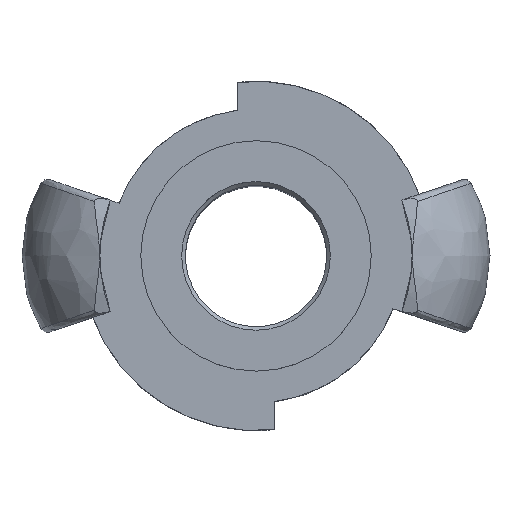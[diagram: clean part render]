
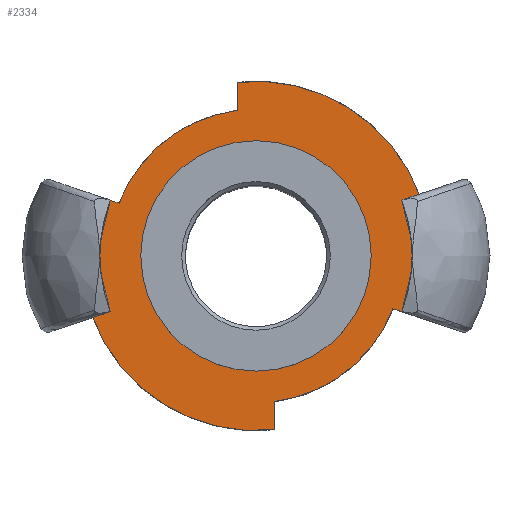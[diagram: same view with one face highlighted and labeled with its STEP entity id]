
A CAD part, top view. The second image highlights one B-rep face of the part: STEP entity #2334.
In plain terms, the highlighted planar face has unit normal (0, 0, 1).
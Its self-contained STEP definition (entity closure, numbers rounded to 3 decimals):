
#115=PLANE('',#2623);
#153=FACE_BOUND('',#405,.T.);
#259=FACE_OUTER_BOUND('',#404,.T.);
#404=EDGE_LOOP('',(#1910,#1911,#1912,#1913,#1914,#1915,#1916,#1917,#1918,
#1919,#1920,#1921));
#405=EDGE_LOOP('',(#1922));
#494=LINE('',#3908,#593);
#505=LINE('',#4089,#604);
#509=LINE('',#4115,#608);
#513=LINE('',#4141,#612);
#516=LINE('',#4158,#615);
#519=LINE('',#4381,#618);
#593=VECTOR('',#3175,10.);
#604=VECTOR('',#3216,10.);
#608=VECTOR('',#3224,10.);
#612=VECTOR('',#3240,10.);
#615=VECTOR('',#3245,10.);
#618=VECTOR('',#3252,10.);
#766=CIRCLE('',#2580,25.5);
#768=CIRCLE('',#2583,25.5);
#776=CIRCLE('',#2601,23.497);
#781=CIRCLE('',#2613,23.5);
#782=CIRCLE('',#2624,19.75);
#783=CIRCLE('',#2625,19.75);
#784=CIRCLE('',#2626,15.5);
#961=VERTEX_POINT('',#3797);
#962=VERTEX_POINT('',#3799);
#965=VERTEX_POINT('',#3824);
#966=VERTEX_POINT('',#3826);
#973=VERTEX_POINT('',#3901);
#976=VERTEX_POINT('',#3906);
#992=VERTEX_POINT('',#4030);
#993=VERTEX_POINT('',#4032);
#997=VERTEX_POINT('',#4113);
#1000=VERTEX_POINT('',#4123);
#1005=VERTEX_POINT('',#4157);
#1017=VERTEX_POINT('',#4380);
#1024=VERTEX_POINT('',#4797);
#1240=EDGE_CURVE('',#961,#962,#766,.T.);
#1245=EDGE_CURVE('',#965,#966,#768,.T.);
#1260=EDGE_CURVE('',#973,#976,#494,.T.);
#1278=EDGE_CURVE('',#993,#992,#776,.T.);
#1286=EDGE_CURVE('',#993,#965,#505,.T.);
#1291=EDGE_CURVE('',#992,#997,#509,.T.);
#1295=EDGE_CURVE('',#1000,#973,#781,.T.);
#1299=EDGE_CURVE('',#1000,#961,#513,.T.);
#1303=EDGE_CURVE('',#966,#1005,#516,.T.);
#1319=EDGE_CURVE('',#962,#1017,#519,.T.);
#1336=EDGE_CURVE('',#1017,#997,#782,.T.);
#1337=EDGE_CURVE('',#1005,#976,#783,.T.);
#1338=EDGE_CURVE('',#1024,#1024,#784,.T.);
#1910=ORIENTED_EDGE('',*,*,#1303,.F.);
#1911=ORIENTED_EDGE('',*,*,#1245,.F.);
#1912=ORIENTED_EDGE('',*,*,#1286,.F.);
#1913=ORIENTED_EDGE('',*,*,#1278,.T.);
#1914=ORIENTED_EDGE('',*,*,#1291,.T.);
#1915=ORIENTED_EDGE('',*,*,#1336,.F.);
#1916=ORIENTED_EDGE('',*,*,#1319,.F.);
#1917=ORIENTED_EDGE('',*,*,#1240,.F.);
#1918=ORIENTED_EDGE('',*,*,#1299,.F.);
#1919=ORIENTED_EDGE('',*,*,#1295,.T.);
#1920=ORIENTED_EDGE('',*,*,#1260,.T.);
#1921=ORIENTED_EDGE('',*,*,#1337,.F.);
#1922=ORIENTED_EDGE('',*,*,#1338,.T.);
#2334=ADVANCED_FACE('',(#259,#153),#115,.F.);
#2580=AXIS2_PLACEMENT_3D('',#3800,#3141,#3142);
#2583=AXIS2_PLACEMENT_3D('',#3827,#3149,#3150);
#2601=AXIS2_PLACEMENT_3D('',#4033,#3202,#3203);
#2613=AXIS2_PLACEMENT_3D('',#4124,#3234,#3235);
#2623=AXIS2_PLACEMENT_3D('',#4794,#3264,#3265);
#2624=AXIS2_PLACEMENT_3D('',#4795,#3266,#3267);
#2625=AXIS2_PLACEMENT_3D('',#4796,#3268,#3269);
#2626=AXIS2_PLACEMENT_3D('',#4798,#3270,#3271);
#3141=DIRECTION('center_axis',(0.,0.,-1.));
#3142=DIRECTION('ref_axis',(0.,-1.,0.));
#3149=DIRECTION('center_axis',(0.,0.,-1.));
#3150=DIRECTION('ref_axis',(0.,-1.,0.));
#3175=DIRECTION('',(0.,1.,0.));
#3202=DIRECTION('center_axis',(0.,0.,1.));
#3203=DIRECTION('ref_axis',(0.936,0.353,0.));
#3216=DIRECTION('',(0.948,0.319,0.));
#3224=DIRECTION('',(0.,-1.,0.));
#3234=DIRECTION('center_axis',(0.,0.,1.));
#3235=DIRECTION('ref_axis',(-0.936,-0.353,0.));
#3240=DIRECTION('',(-0.948,-0.319,0.));
#3245=DIRECTION('',(-0.948,0.319,0.));
#3252=DIRECTION('',(0.948,-0.319,0.));
#3264=DIRECTION('center_axis',(0.,0.,-1.));
#3265=DIRECTION('ref_axis',(-1.,0.,0.));
#3266=DIRECTION('center_axis',(0.,0.,-1.));
#3267=DIRECTION('ref_axis',(-1.,0.,0.));
#3268=DIRECTION('center_axis',(0.,0.,-1.));
#3269=DIRECTION('ref_axis',(-1.,0.,0.));
#3270=DIRECTION('center_axis',(0.,0.,-1.));
#3271=DIRECTION('ref_axis',(0.,1.,0.));
#3797=CARTESIAN_POINT('',(-23.883,-8.937,1.162));
#3799=CARTESIAN_POINT('',(-23.883,8.937,1.162));
#3800=CARTESIAN_POINT('Origin',(0.,0.,1.162));
#3824=CARTESIAN_POINT('',(23.883,8.937,1.162));
#3826=CARTESIAN_POINT('',(23.883,-8.937,1.162));
#3827=CARTESIAN_POINT('Origin',(0.,0.,1.162));
#3901=CARTESIAN_POINT('',(2.5,-23.367,1.162));
#3906=CARTESIAN_POINT('',(2.5,-19.591,1.162));
#3908=CARTESIAN_POINT('',(2.5,0.,1.162));
#4030=CARTESIAN_POINT('',(-2.5,23.364,1.162));
#4032=CARTESIAN_POINT('',(21.984,8.298,1.162));
#4033=CARTESIAN_POINT('Origin',(0.,0.,1.162));
#4089=CARTESIAN_POINT('',(7.151,3.302,1.162));
#4113=CARTESIAN_POINT('',(-2.5,19.591,1.162));
#4115=CARTESIAN_POINT('',(-2.5,0.,1.162));
#4123=CARTESIAN_POINT('',(-21.986,-8.299,1.162));
#4124=CARTESIAN_POINT('Origin',(0.,0.,1.162));
#4141=CARTESIAN_POINT('',(-11.008,-4.601,1.162));
#4157=CARTESIAN_POINT('',(18.429,-7.101,1.162));
#4158=CARTESIAN_POINT('',(16.054,-6.301,1.162));
#4380=CARTESIAN_POINT('',(-18.429,7.101,1.162));
#4381=CARTESIAN_POINT('',(-12.197,5.002,1.162));
#4794=CARTESIAN_POINT('Origin',(0.,-12.75,1.162));
#4795=CARTESIAN_POINT('Origin',(0.,0.,1.162));
#4796=CARTESIAN_POINT('Origin',(0.,0.,1.162));
#4797=CARTESIAN_POINT('',(0.,-15.5,1.162));
#4798=CARTESIAN_POINT('Origin',(0.,0.,1.162));
